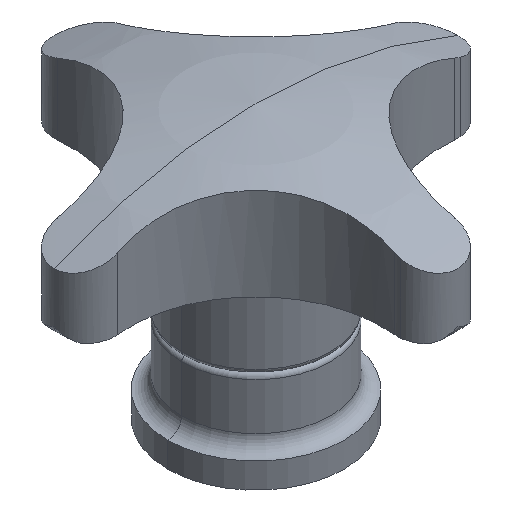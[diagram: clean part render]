
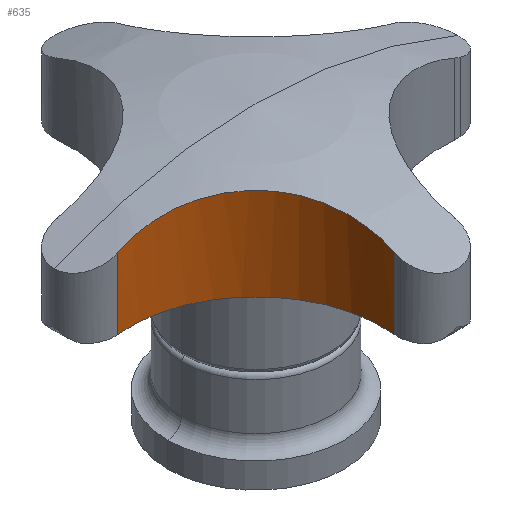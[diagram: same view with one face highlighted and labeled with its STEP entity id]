
A CAD part, isometric view. The second image highlights one B-rep face of the part: STEP entity #635.
In plain terms, the highlighted cylindrical face has radius 25 mm (diameter 50 mm), a partial arc.
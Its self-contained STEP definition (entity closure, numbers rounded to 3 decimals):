
#247=VERTEX_POINT('',#674);
#315=EDGE_CURVE('',#455,#247,#753,.T.);
#319=EDGE_CURVE('',#569,#247,#757,.T.);
#455=VERTEX_POINT('',#903);
#545=EDGE_CURVE('',#455,#591,#1004,.T.);
#567=EDGE_CURVE('',#591,#569,#1027,.T.);
#569=VERTEX_POINT('',#1029);
#591=VERTEX_POINT('',#1054);
#635=ADVANCED_FACE('',(#1101),#1102,.F.);
#674=CARTESIAN_POINT('',(-5.969,-33.388,48.072));
#753=LINE('',#1366,#1367);
#757=B_SPLINE_CURVE_WITH_KNOTS('',3,(#1372,#1373,#1374,#1375,#1376,#1377,#1378,#1379,#1380,#1381,#1382,#1383,#1384,#1385,#1386,#1387,#1388,#1389,#1390,#1391,#1392,#1393,#1394,#1395,#1396,#1397,#1398,#1399,#1400,#1401,#1402,#1403,#1404,#1405,#1406,#1407,#1408,#1409,#1410,#1411),.UNSPECIFIED.,.F.,.F.,(4,2,2,2,2,2,2,2,2,2,2,2,2,2,2,2,2,2,2,4),(33.818,35.207,37.632,40.056,42.364,44.673,46.981,49.289,51.598,53.906,56.214,58.523,60.89,63.258,65.626,67.994,70.362,72.729,75.097,77.465),.UNSPECIFIED.);
#903=CARTESIAN_POINT('',(-5.969,-33.388,34.0));
#1004=CIRCLE('',#1927,25.0);
#1027=LINE('',#2008,#2009);
#1029=CARTESIAN_POINT('',(-33.388,-5.969,48.072));
#1054=CARTESIAN_POINT('',(-33.388,-5.969,34.0));
#1101=FACE_OUTER_BOUND('',#2154,.T.);
#1102=CYLINDRICAL_SURFACE('',#2155,25.0);
#1366=CARTESIAN_POINT('',(-5.969,-33.388,34.0));
#1367=VECTOR('',#2286,1.0);
#1372=CARTESIAN_POINT('',(-33.388,-5.969,48.072));
#1373=CARTESIAN_POINT('',(-32.929,-5.922,48.238));
#1374=CARTESIAN_POINT('',(-32.47,-5.887,48.4));
#1375=CARTESIAN_POINT('',(-31.208,-5.828,48.83));
#1376=CARTESIAN_POINT('',(-30.407,-5.829,49.09));
#1377=CARTESIAN_POINT('',(-28.819,-5.907,49.578));
#1378=CARTESIAN_POINT('',(-28.033,-5.984,49.807));
#1379=CARTESIAN_POINT('',(-26.526,-6.202,50.221));
#1380=CARTESIAN_POINT('',(-25.78,-6.343,50.415));
#1381=CARTESIAN_POINT('',(-24.281,-6.701,50.779));
#1382=CARTESIAN_POINT('',(-23.528,-6.918,50.95));
#1383=CARTESIAN_POINT('',(-22.031,-7.428,51.263));
#1384=CARTESIAN_POINT('',(-21.287,-7.721,51.406));
#1385=CARTESIAN_POINT('',(-19.822,-8.382,51.66));
#1386=CARTESIAN_POINT('',(-19.102,-8.75,51.771));
#1387=CARTESIAN_POINT('',(-17.698,-9.555,51.96));
#1388=CARTESIAN_POINT('',(-17.014,-9.993,52.037));
#1389=CARTESIAN_POINT('',(-15.694,-10.931,52.157));
#1390=CARTESIAN_POINT('',(-15.057,-11.432,52.2));
#1391=CARTESIAN_POINT('',(-13.844,-12.485,52.25));
#1392=CARTESIAN_POINT('',(-13.266,-13.038,52.258));
#1393=CARTESIAN_POINT('',(-12.177,-14.183,52.24));
#1394=CARTESIAN_POINT('',(-11.666,-14.775,52.215));
#1395=CARTESIAN_POINT('',(-10.704,-15.999,52.133));
#1396=CARTESIAN_POINT('',(-10.239,-16.65,52.074));
#1397=CARTESIAN_POINT('',(-9.367,-18.007,51.922));
#1398=CARTESIAN_POINT('',(-8.961,-18.713,51.828));
#1399=CARTESIAN_POINT('',(-8.216,-20.167,51.604));
#1400=CARTESIAN_POINT('',(-7.878,-20.915,51.474));
#1401=CARTESIAN_POINT('',(-7.276,-22.441,51.181));
#1402=CARTESIAN_POINT('',(-7.014,-23.22,51.017));
#1403=CARTESIAN_POINT('',(-6.567,-24.792,50.659));
#1404=CARTESIAN_POINT('',(-6.383,-25.586,50.464));
#1405=CARTESIAN_POINT('',(-6.094,-27.179,50.046));
#1406=CARTESIAN_POINT('',(-5.99,-27.976,49.823));
#1407=CARTESIAN_POINT('',(-5.858,-29.559,49.355));
#1408=CARTESIAN_POINT('',(-5.831,-30.345,49.11));
#1409=CARTESIAN_POINT('',(-5.849,-31.89,48.602));
#1410=CARTESIAN_POINT('',(-5.893,-32.649,48.339));
#1411=CARTESIAN_POINT('',(-5.969,-33.388,48.072));
#1927=AXIS2_PLACEMENT_3D('',#2582,#2583,#2584);
#2008=CARTESIAN_POINT('',(-33.388,-5.969,34.0));
#2009=VECTOR('',#2604,1.0);
#2154=EDGE_LOOP('',(#2686,#2687,#2688,#2689));
#2155=AXIS2_PLACEMENT_3D('',#2690,#2691,#2692);
#2286=DIRECTION('',(0.0,0.0,1.0));
#2582=CARTESIAN_POINT('',(-30.838,-30.838,34.0));
#2583=DIRECTION('',(0.,0.,1.0));
#2584=DIRECTION('',(0.995,-0.102,0.));
#2604=DIRECTION('',(0.0,0.0,1.0));
#2686=ORIENTED_EDGE('',*,*,#319,.F.);
#2687=ORIENTED_EDGE('',*,*,#567,.F.);
#2688=ORIENTED_EDGE('',*,*,#545,.F.);
#2689=ORIENTED_EDGE('',*,*,#315,.T.);
#2690=CARTESIAN_POINT('',(-30.838,-30.838,34.0));
#2691=DIRECTION('',(-0.0,-0.0,-1.0));
#2692=DIRECTION('',(0.995,-0.102,0.0));
